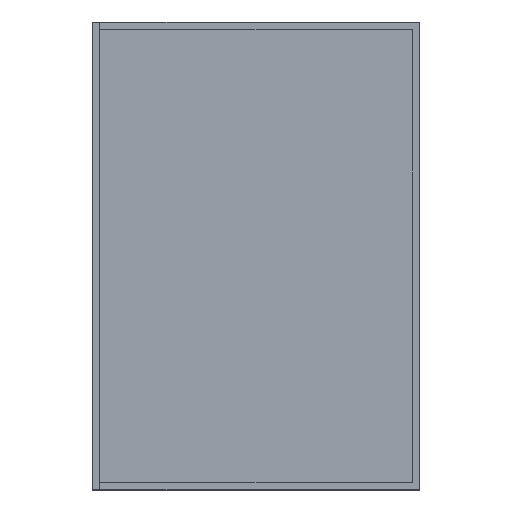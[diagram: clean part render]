
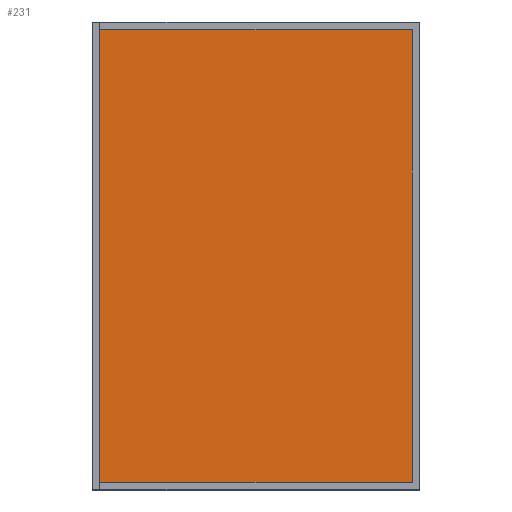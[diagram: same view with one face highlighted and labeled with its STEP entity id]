
A CAD part, top view. The second image highlights one B-rep face of the part: STEP entity #231.
In plain terms, the highlighted planar face has unit normal (0, 0, 1).
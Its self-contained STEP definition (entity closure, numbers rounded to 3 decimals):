
#25=FACE_OUTER_BOUND('',#37,.T.);
#37=EDGE_LOOP('',(#201,#202,#203,#204));
#43=LINE('',#328,#73);
#50=LINE('',#341,#80);
#53=LINE('',#347,#83);
#56=LINE('',#352,#86);
#73=VECTOR('',#269,10.);
#80=VECTOR('',#278,10.);
#83=VECTOR('',#283,10.);
#86=VECTOR('',#288,10.);
#103=VERTEX_POINT('',#326);
#104=VERTEX_POINT('',#327);
#109=VERTEX_POINT('',#340);
#111=VERTEX_POINT('',#346);
#123=EDGE_CURVE('',#103,#104,#43,.T.);
#130=EDGE_CURVE('',#104,#109,#50,.T.);
#133=EDGE_CURVE('',#109,#111,#53,.T.);
#136=EDGE_CURVE('',#111,#103,#56,.T.);
#201=ORIENTED_EDGE('',*,*,#123,.T.);
#202=ORIENTED_EDGE('',*,*,#130,.T.);
#203=ORIENTED_EDGE('',*,*,#133,.T.);
#204=ORIENTED_EDGE('',*,*,#136,.T.);
#219=PLANE('',#257);
#231=ADVANCED_FACE('',(#25),#219,.T.);
#257=AXIS2_PLACEMENT_3D('',#376,#311,#312);
#269=DIRECTION('',(0.,-1.,0.));
#278=DIRECTION('',(1.,0.,0.));
#283=DIRECTION('',(0.,1.,0.));
#288=DIRECTION('',(-1.,0.,0.));
#311=DIRECTION('center_axis',(0.,0.,1.));
#312=DIRECTION('ref_axis',(1.,0.,0.));
#326=CARTESIAN_POINT('',(5.233,61.028,22.5));
#327=CARTESIAN_POINT('',(5.233,12.628,22.5));
#328=CARTESIAN_POINT('',(5.233,24.728,22.5));
#340=CARTESIAN_POINT('',(38.633,12.628,22.5));
#341=CARTESIAN_POINT('',(30.283,12.628,22.5));
#346=CARTESIAN_POINT('',(38.633,61.028,22.5));
#347=CARTESIAN_POINT('',(38.633,48.928,22.5));
#352=CARTESIAN_POINT('',(13.583,61.028,22.5));
#376=CARTESIAN_POINT('Origin',(21.933,36.828,22.5));
